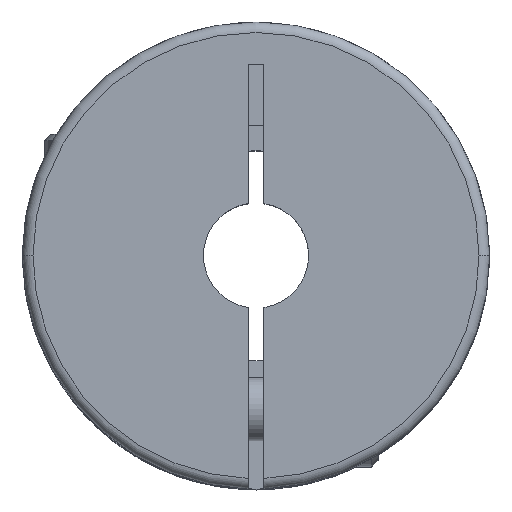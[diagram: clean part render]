
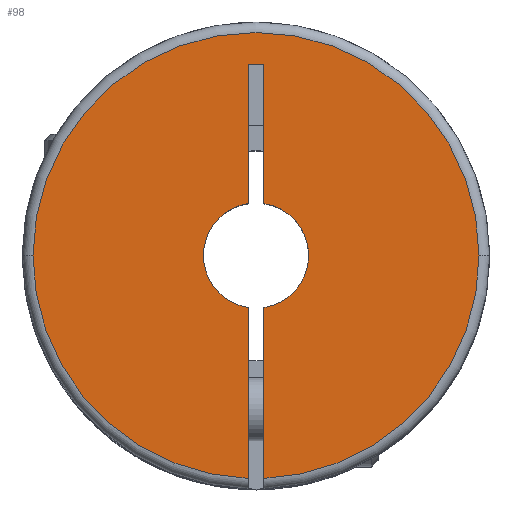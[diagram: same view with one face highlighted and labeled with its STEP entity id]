
A CAD part, top view. The second image highlights one B-rep face of the part: STEP entity #98.
In plain terms, the highlighted planar face has unit normal (0, 0, 1).
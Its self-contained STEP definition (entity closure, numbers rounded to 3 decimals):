
#28 = DIRECTION ( 'NONE',  ( -1., 0., 0. ) ) ;
#87 = DIRECTION ( 'NONE',  ( 0., 0., -1. ) ) ;
#98 = ADVANCED_FACE ( 'NONE', ( #3501 ), #1879, .F. ) ;
#104 = ORIENTED_EDGE ( 'NONE', *, *, #1307, .T. ) ;
#325 = CARTESIAN_POINT ( 'NONE',  ( -0.375, 9.1, 0. ) ) ;
#337 = VECTOR ( 'NONE', #593, 1000. ) ;
#368 = DIRECTION ( 'NONE',  ( 0., 0., -1. ) ) ;
#370 = VERTEX_POINT ( 'NONE', #2075 ) ;
#394 = ORIENTED_EDGE ( 'NONE', *, *, #1959, .F. ) ;
#520 = VERTEX_POINT ( 'NONE', #3039 ) ;
#550 = CARTESIAN_POINT ( 'NONE',  ( 0.375, -11.1, 0. ) ) ;
#560 = CARTESIAN_POINT ( 'NONE',  ( -0.375, -2.472, 0. ) ) ;
#564 = LINE ( 'NONE', #4338, #3064 ) ;
#593 = DIRECTION ( 'NONE',  ( 0., -1., 0. ) ) ;
#625 = ORIENTED_EDGE ( 'NONE', *, *, #1903, .F. ) ;
#630 = VERTEX_POINT ( 'NONE', #1185 ) ;
#743 = AXIS2_PLACEMENT_3D ( 'NONE', #2014, #2746, #3378 ) ;
#760 = CIRCLE ( 'NONE', #1328, 2.5 ) ;
#839 = EDGE_CURVE ( 'NONE', #370, #630, #3272, .T. ) ;
#883 = DIRECTION ( 'NONE',  ( 0., 0., -1. ) ) ;
#993 = ORIENTED_EDGE ( 'NONE', *, *, #1093, .F. ) ;
#1006 = VERTEX_POINT ( 'NONE', #560 ) ;
#1040 = VERTEX_POINT ( 'NONE', #2245 ) ;
#1055 = ORIENTED_EDGE ( 'NONE', *, *, #1494, .T. ) ;
#1093 = EDGE_CURVE ( 'NONE', #4351, #1040, #3944, .T. ) ;
#1120 = EDGE_CURVE ( 'NONE', #1166, #520, #3538, .T. ) ;
#1133 = CIRCLE ( 'NONE', #3049, 2.5 ) ;
#1166 = VERTEX_POINT ( 'NONE', #3512 ) ;
#1180 = CARTESIAN_POINT ( 'NONE',  ( 0., 0., 0. ) ) ;
#1184 = CIRCLE ( 'NONE', #2465, 2.5 ) ;
#1185 = CARTESIAN_POINT ( 'NONE',  ( -10.6, 0., 0. ) ) ;
#1205 = DIRECTION ( 'NONE',  ( -1., 0., 0. ) ) ;
#1221 = DIRECTION ( 'NONE',  ( 0., 0., -1. ) ) ;
#1276 = CIRCLE ( 'NONE', #1558, 10.6 ) ;
#1307 = EDGE_CURVE ( 'NONE', #1006, #1977, #760, .T. ) ;
#1328 = AXIS2_PLACEMENT_3D ( 'NONE', #1425, #368, #3061 ) ;
#1425 = CARTESIAN_POINT ( 'NONE',  ( 0., 0., 0. ) ) ;
#1494 = EDGE_CURVE ( 'NONE', #4018, #1040, #1184, .T. ) ;
#1530 = CARTESIAN_POINT ( 'NONE',  ( 0., 0., 0. ) ) ;
#1558 = AXIS2_PLACEMENT_3D ( 'NONE', #1530, #4251, #1205 ) ;
#1573 = DIRECTION ( 'NONE',  ( 0., 1., 0. ) ) ;
#1766 = VERTEX_POINT ( 'NONE', #4146 ) ;
#1860 = ORIENTED_EDGE ( 'NONE', *, *, #2218, .T. ) ;
#1879 = PLANE ( 'NONE',  #2220 ) ;
#1903 = EDGE_CURVE ( 'NONE', #630, #3644, #1276, .T. ) ;
#1914 = DIRECTION ( 'NONE',  ( -1., 0., 0. ) ) ;
#1959 = EDGE_CURVE ( 'NONE', #4018, #1166, #564, .T. ) ;
#1977 = VERTEX_POINT ( 'NONE', #3681 ) ;
#2014 = CARTESIAN_POINT ( 'NONE',  ( 0., 0., 0. ) ) ;
#2075 = CARTESIAN_POINT ( 'NONE',  ( -0.375, -10.593, 0. ) ) ;
#2108 = VECTOR ( 'NONE', #1914, 1000. ) ;
#2118 = DIRECTION ( 'NONE',  ( 0., 0., -1. ) ) ;
#2120 = EDGE_CURVE ( 'NONE', #3644, #4351, #4156, .T. ) ;
#2155 = CARTESIAN_POINT ( 'NONE',  ( 0.375, 9.1, 0. ) ) ;
#2169 = VECTOR ( 'NONE', #3581, 1000. ) ;
#2186 = AXIS2_PLACEMENT_3D ( 'NONE', #2508, #1221, #3929 ) ;
#2218 = EDGE_CURVE ( 'NONE', #1977, #1766, #1133, .T. ) ;
#2220 = AXIS2_PLACEMENT_3D ( 'NONE', #1180, #883, #2490 ) ;
#2245 = CARTESIAN_POINT ( 'NONE',  ( 0.375, -2.472, 0. ) ) ;
#2248 = EDGE_CURVE ( 'NONE', #520, #1766, #3514, .T. ) ;
#2416 = ORIENTED_EDGE ( 'NONE', *, *, #1120, .F. ) ;
#2465 = AXIS2_PLACEMENT_3D ( 'NONE', #2787, #87, #28 ) ;
#2490 = DIRECTION ( 'NONE',  ( 0., -1., 0. ) ) ;
#2508 = CARTESIAN_POINT ( 'NONE',  ( 0., 0., 0. ) ) ;
#2630 = CARTESIAN_POINT ( 'NONE',  ( 0.375, 2.472, 0. ) ) ;
#2746 = DIRECTION ( 'NONE',  ( 0., 0., -1. ) ) ;
#2756 = CARTESIAN_POINT ( 'NONE',  ( 10.6, 0., 0. ) ) ;
#2784 = CARTESIAN_POINT ( 'NONE',  ( 0., 0., 0. ) ) ;
#2787 = CARTESIAN_POINT ( 'NONE',  ( 0., 0., 0. ) ) ;
#2866 = DIRECTION ( 'NONE',  ( 0., -1., 0. ) ) ;
#3039 = CARTESIAN_POINT ( 'NONE',  ( -0.375, 9.1, 0. ) ) ;
#3049 = AXIS2_PLACEMENT_3D ( 'NONE', #2784, #2118, #3117 ) ;
#3061 = DIRECTION ( 'NONE',  ( -1., 0., 0. ) ) ;
#3064 = VECTOR ( 'NONE', #1573, 1000. ) ;
#3105 = CARTESIAN_POINT ( 'NONE',  ( 0.375, -10.593, 0. ) ) ;
#3117 = DIRECTION ( 'NONE',  ( -1., 0., 0. ) ) ;
#3272 = CIRCLE ( 'NONE', #2186, 10.6 ) ;
#3354 = ORIENTED_EDGE ( 'NONE', *, *, #2248, .F. ) ;
#3367 = ORIENTED_EDGE ( 'NONE', *, *, #4220, .F. ) ;
#3378 = DIRECTION ( 'NONE',  ( -1., 0., 0. ) ) ;
#3501 = FACE_OUTER_BOUND ( 'NONE', #4013, .T. ) ;
#3512 = CARTESIAN_POINT ( 'NONE',  ( 0.375, 9.1, 0. ) ) ;
#3514 = LINE ( 'NONE', #3850, #3817 ) ;
#3538 = LINE ( 'NONE', #2155, #2108 ) ;
#3581 = DIRECTION ( 'NONE',  ( 0., 1., 0. ) ) ;
#3644 = VERTEX_POINT ( 'NONE', #2756 ) ;
#3681 = CARTESIAN_POINT ( 'NONE',  ( -2.5, 0., 0. ) ) ;
#3708 = LINE ( 'NONE', #325, #337 ) ;
#3781 = ORIENTED_EDGE ( 'NONE', *, *, #2120, .F. ) ;
#3817 = VECTOR ( 'NONE', #2866, 1000. ) ;
#3850 = CARTESIAN_POINT ( 'NONE',  ( -0.375, 9.1, 0. ) ) ;
#3929 = DIRECTION ( 'NONE',  ( -1., 0., 0. ) ) ;
#3944 = LINE ( 'NONE', #550, #2169 ) ;
#4013 = EDGE_LOOP ( 'NONE', ( #4175, #3367, #104, #1860, #3354, #2416, #394, #1055, #993, #3781, #625 ) ) ;
#4018 = VERTEX_POINT ( 'NONE', #2630 ) ;
#4146 = CARTESIAN_POINT ( 'NONE',  ( -0.375, 2.472, 0. ) ) ;
#4156 = CIRCLE ( 'NONE', #743, 10.6 ) ;
#4175 = ORIENTED_EDGE ( 'NONE', *, *, #839, .F. ) ;
#4220 = EDGE_CURVE ( 'NONE', #1006, #370, #3708, .T. ) ;
#4251 = DIRECTION ( 'NONE',  ( 0., 0., -1. ) ) ;
#4338 = CARTESIAN_POINT ( 'NONE',  ( 0.375, -11.1, 0. ) ) ;
#4351 = VERTEX_POINT ( 'NONE', #3105 ) ;
